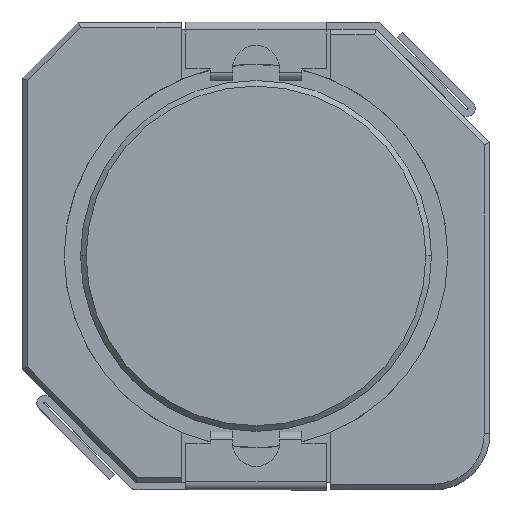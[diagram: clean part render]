
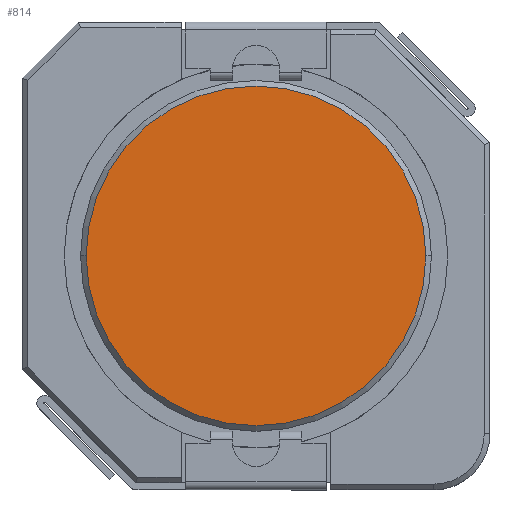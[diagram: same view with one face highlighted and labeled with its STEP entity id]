
A CAD part, top view. The second image highlights one B-rep face of the part: STEP entity #814.
In plain terms, the highlighted planar face has unit normal (0, 0, 1).
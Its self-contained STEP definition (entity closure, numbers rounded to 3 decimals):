
#115 = DIRECTION ( 'NONE',  ( -1., 0., 0. ) ) ;
#347 = EDGE_CURVE ( 'NONE', #6091, #433, #4893, .T. ) ;
#433 = VERTEX_POINT ( 'NONE', #5616 ) ;
#486 = AXIS2_PLACEMENT_3D ( 'NONE', #6516, #3779, #3677 ) ;
#814 = ADVANCED_FACE ( 'N', ( #6915 ), #1862, .T. ) ;
#1457 = ORIENTED_EDGE ( 'NONE', *, *, #347, .F. ) ;
#1862 = PLANE ( 'NONE',  #486 ) ;
#2954 = CARTESIAN_POINT ( 'NONE',  ( 0., 0., 2.3 ) ) ;
#2973 = AXIS2_PLACEMENT_3D ( 'NONE', #2954, #3065, #115 ) ;
#3065 = DIRECTION ( 'NONE',  ( 0., 0., -1. ) ) ;
#3677 = DIRECTION ( 'NONE',  ( 1., 0., 0. ) ) ;
#3779 = DIRECTION ( 'NONE',  ( 0., 0., 1. ) ) ;
#4051 = EDGE_CURVE ( 'NONE', #433, #6091, #6762, .T. ) ;
#4210 = EDGE_LOOP ( 'NONE', ( #6171, #1457 ) ) ;
#4893 = CIRCLE ( 'NONE', #7112, 3.63 ) ;
#5550 = CARTESIAN_POINT ( 'NONE',  ( 0., 0., 2.3 ) ) ;
#5616 = CARTESIAN_POINT ( 'NONE',  ( -3.63, 0., 2.3 ) ) ;
#6091 = VERTEX_POINT ( 'NONE', #6839 ) ;
#6171 = ORIENTED_EDGE ( 'NONE', *, *, #4051, .F. ) ;
#6516 = CARTESIAN_POINT ( 'NONE',  ( 3.75, 0., 2.3 ) ) ;
#6762 = CIRCLE ( 'NONE', #2973, 3.63 ) ;
#6839 = CARTESIAN_POINT ( 'NONE',  ( 3.63, 0., 2.3 ) ) ;
#6915 = FACE_OUTER_BOUND ( 'NONE', #4210, .T. ) ;
#7112 = AXIS2_PLACEMENT_3D ( 'NONE', #5550, #7283, #7327 ) ;
#7283 = DIRECTION ( 'NONE',  ( 0., 0., -1. ) ) ;
#7327 = DIRECTION ( 'NONE',  ( -1., 0., 0. ) ) ;
